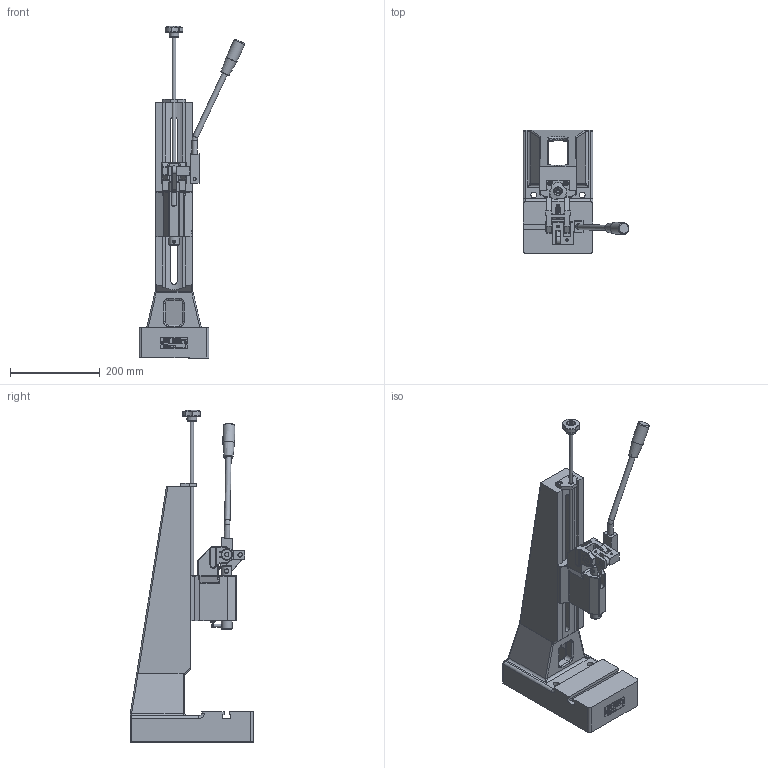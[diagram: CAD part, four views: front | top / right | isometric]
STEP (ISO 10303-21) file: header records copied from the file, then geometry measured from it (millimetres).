
FILE_DESCRIPTION((''),'2;1');
FILE_NAME('L_EP_0750_040.stp','2013-07-22T10:26:48',('Finsterle'),(''),'Autodesk Inventor 2013','Autodesk Inventor 2013','');
FILE_SCHEMA(('AUTOMOTIVE_DESIGN { 1 0 10303 214 1 1 1 1 }'));
Length unit declared in the file: millimetre
Products named in the file (5): ENG-000137_V; ENG-000322_V; ENG-000126-2_V; ENG-000035; DIN 7337  A A3 x 8
Assembly tree (5 placements, depth 2):
  ENG-000137_V
    ENG-000322_V
    ENG-000126-2_V
    ENG-000035
    DIN 7337  A A3 x 8  x2
Bounding box: 236.43 x 276.8 x 741.56 mm (x, y, z)
Volume: 3876463.6 mm3; surface area: 649066 mm2
Topology: 6 solids, 25 shells, 6234 faces, 17062 edges, 11098 vertices
Faces by surface type: plane 3629, bspline 1826, cylinder 448, torus 124, cone 113, sphere 94
Full cylindrical faces by diameter (mm): 1 x2, 3 x7, 3.15 x1, 3.242 x2, 3.3 x2, 4 x2, 4.917 x18, 5 x4, 6 x27, 6.5 x4, 6.647 x2, 8 x5, 9 x1, 9.5 x1, 9.98 x2, 10 x6, 10.02 x4, 10.03 x4, 11 x3, 11.98 x2, 12 x4, 13 x5, 15 x1, 18 x2, 24 x1, 26 x1, 40 x2
Entity records: 219345 total; most frequent: CARTESIAN_POINT 69011, ORIENTED_EDGE 33240, DIRECTION 22889, EDGE_CURVE 16620, VECTOR 11753, LINE 11753, VERTEX_POINT 11021, EDGE_LOOP 6891
